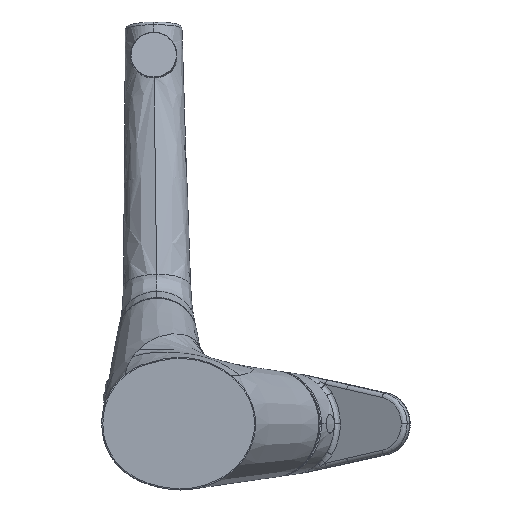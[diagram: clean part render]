
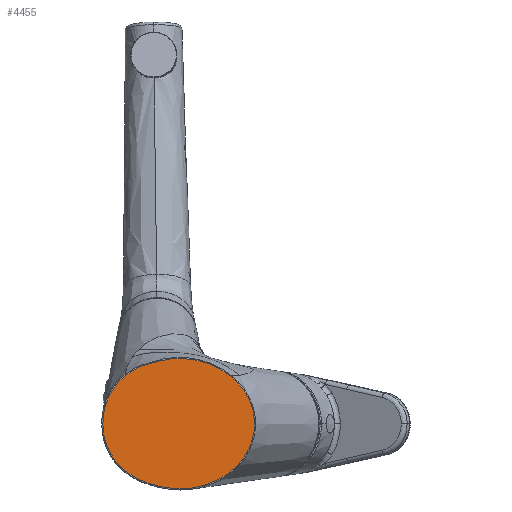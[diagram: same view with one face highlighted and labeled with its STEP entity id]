
A CAD part, front view. The second image highlights one B-rep face of the part: STEP entity #4455.
In plain terms, the highlighted planar face has unit normal (0, -1, 0).
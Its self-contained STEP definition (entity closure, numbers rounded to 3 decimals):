
#40 = ORIENTED_EDGE ( 'NONE', *, *, #6879, .T. ) ;
#43 = CARTESIAN_POINT ( 'NONE',  ( -15.641, 0., -26.636 ) ) ;
#106 = ORIENTED_EDGE ( 'NONE', *, *, #5179, .T. ) ;
#586 = CARTESIAN_POINT ( 'NONE',  ( 15.779, 0., 26.332 ) ) ;
#626 = CARTESIAN_POINT ( 'NONE',  ( -8.169, 0., 29.003 ) ) ;
#733 = B_SPLINE_CURVE_WITH_KNOTS ( 'NONE', 3,
 ( #1305, #3154, #9888, #4946, #10676, #5810, #586, #6649, #1459, #7506, #2336, #8347, #3196, #9144, #4103, #9922, #4988, #10713, #5850, #626, #6692, #1497, #7545, #2379, #8392, #3242, #9183, #4149, #9962, #5030, #10751, #5887 ),
 .UNSPECIFIED., .F., .F.,
 ( 4, 2, 2, 2, 2, 2, 2, 2, 2, 2, 2, 2, 2, 2, 2, 4 ),
 ( 0., 0.003, 0.006, 0.01, 0.013, 0.019, 0.022, 0.024, 0.025, 0.032, 0.035, 0.038, 0.041, 0.045, 0.048, 0.051 ),
 .UNSPECIFIED. ) ;
#757 = VERTEX_POINT ( 'NONE', #2060 ) ;
#803 = B_SPLINE_CURVE_WITH_KNOTS ( 'NONE', 3,
 ( #1744, #6932, #2631, #8622, #3498, #9407, #4406, #10184, #5276, #43, #6124, #909, #6970, #1783, #7824, #2667 ),
 .UNSPECIFIED., .F., .F.,
 ( 4, 2, 2, 2, 2, 2, 2, 4 ),
 ( 0., 0.002, 0.005, 0.007, 0.01, 0.012, 0.014, 0.019 ),
 .UNSPECIFIED. ) ;
#909 = CARTESIAN_POINT ( 'NONE',  ( -13.357, 0., -27.388 ) ) ;
#1305 = CARTESIAN_POINT ( 'NONE',  ( 23.007, 0., 21.862 ) ) ;
#1346 =( BOUNDED_CURVE ( )  B_SPLINE_CURVE ( 3, ( #8056, #3798, #4694, #10441 ),
 .UNSPECIFIED., .F., .F. ) 
 B_SPLINE_CURVE_WITH_KNOTS ( ( 4, 4 ),
 ( 3.761, 5.663 ),
 .UNSPECIFIED. ) 
 CURVE ( )  GEOMETRIC_REPRESENTATION_ITEM ( )  RATIONAL_B_SPLINE_CURVE ( ( 1., 0.721, 0.721, 1. ) ) 
 REPRESENTATION_ITEM ( '' )  );
#1439 = CARTESIAN_POINT ( 'NONE',  ( -10.272, 0., 0. ) ) ;
#1459 = CARTESIAN_POINT ( 'NONE',  ( 12.804, 0., 27.548 ) ) ;
#1497 = CARTESIAN_POINT ( 'NONE',  ( -11.285, 0., 28.257 ) ) ;
#1552 = CARTESIAN_POINT ( 'NONE',  ( -24.706, 0., 22.058 ) ) ;
#1744 = CARTESIAN_POINT ( 'NONE',  ( -24.705, 0., -21.624 ) ) ;
#1783 = CARTESIAN_POINT ( 'NONE',  ( -10.284, 0., -28.285 ) ) ;
#2060 = CARTESIAN_POINT ( 'NONE',  ( 23.007, 0., 21.862 ) ) ;
#2317 = DIRECTION ( 'NONE',  ( 0., 0., 1. ) ) ;
#2336 = CARTESIAN_POINT ( 'NONE',  ( 7.693, 0., 29.03 ) ) ;
#2379 = CARTESIAN_POINT ( 'NONE',  ( -14.361, 0., 27.361 ) ) ;
#2603 = CARTESIAN_POINT ( 'NONE',  ( 35.003, 0., -36.926 ) ) ;
#2631 = CARTESIAN_POINT ( 'NONE',  ( -23.415, 0., -22.572 ) ) ;
#2667 = CARTESIAN_POINT ( 'NONE',  ( -7.155, 0., -28.973 ) ) ;
#3154 = CARTESIAN_POINT ( 'NONE',  ( 22.167, 0., 22.532 ) ) ;
#3196 = CARTESIAN_POINT ( 'NONE',  ( 3.481, 0., 29.621 ) ) ;
#3242 = CARTESIAN_POINT ( 'NONE',  ( -17.372, 0., 26.329 ) ) ;
#3451 =( BOUNDED_CURVE ( )  B_SPLINE_CURVE ( 3, ( #7761, #2603, #3467, #9382 ),
 .UNSPECIFIED., .F., .T. ) 
 B_SPLINE_CURVE_WITH_KNOTS ( ( 4, 4 ),
 ( 1.358, 3.971 ),
 .UNSPECIFIED. ) 
 CURVE ( )  GEOMETRIC_REPRESENTATION_ITEM ( )  RATIONAL_B_SPLINE_CURVE ( ( 1., 0.507, 0.507, 1. ) ) 
 REPRESENTATION_ITEM ( '' )  );
#3467 = CARTESIAN_POINT ( 'NONE',  ( 54.818, 0., -3.53 ) ) ;
#3498 = CARTESIAN_POINT ( 'NONE',  ( -21.403, 0., -23.879 ) ) ;
#3798 = CARTESIAN_POINT ( 'NONE',  ( -39.934, 0., 10.32 ) ) ;
#4103 = CARTESIAN_POINT ( 'NONE',  ( 1.341, 0., 29.757 ) ) ;
#4149 = CARTESIAN_POINT ( 'NONE',  ( -20.247, 0., 24.998 ) ) ;
#4406 = CARTESIAN_POINT ( 'NONE',  ( -19.32, 0., -25.072 ) ) ;
#4455 = ADVANCED_FACE ( 'NONE', ( #8336 ), #6631, .F. ) ;
#4488 = VERTEX_POINT ( 'NONE', #10694 ) ;
#4694 = CARTESIAN_POINT ( 'NONE',  ( -39.934, 0., -9.886 ) ) ;
#4946 = CARTESIAN_POINT ( 'NONE',  ( 19.522, 0., 24.325 ) ) ;
#4988 = CARTESIAN_POINT ( 'NONE',  ( -0.262, 0., 29.79 ) ) ;
#5030 = CARTESIAN_POINT ( 'NONE',  ( -22.962, 0., 23.321 ) ) ;
#5179 = EDGE_CURVE ( 'NONE', #4488, #10706, #803, .T. ) ;
#5276 = CARTESIAN_POINT ( 'NONE',  ( -17.142, 0., -26.074 ) ) ;
#5810 = CARTESIAN_POINT ( 'NONE',  ( 16.738, 0., 25.871 ) ) ;
#5850 = CARTESIAN_POINT ( 'NONE',  ( -5.033, 0., 29.557 ) ) ;
#5887 = CARTESIAN_POINT ( 'NONE',  ( -24.706, 0., 22.058 ) ) ;
#6124 = CARTESIAN_POINT ( 'NONE',  ( -14.882, 0., -26.894 ) ) ;
#6631 = PLANE ( 'NONE',  #10439 ) ;
#6649 = CARTESIAN_POINT ( 'NONE',  ( 13.813, 0., 27.17 ) ) ;
#6692 = CARTESIAN_POINT ( 'NONE',  ( -9.21, 0., 28.775 ) ) ;
#6879 = EDGE_CURVE ( 'NONE', #8282, #4488, #1346, .T. ) ;
#6932 = CARTESIAN_POINT ( 'NONE',  ( -24.071, 0., -22.113 ) ) ;
#6943 = CARTESIAN_POINT ( 'NONE',  ( -7.155, 0., -28.973 ) ) ;
#6970 = CARTESIAN_POINT ( 'NONE',  ( -12.592, 0., -27.622 ) ) ;
#7486 = DIRECTION ( 'NONE',  ( 0., 1., 0. ) ) ;
#7506 = CARTESIAN_POINT ( 'NONE',  ( 9.76, 0., 28.543 ) ) ;
#7545 = CARTESIAN_POINT ( 'NONE',  ( -12.316, 0., 27.967 ) ) ;
#7761 = CARTESIAN_POINT ( 'NONE',  ( -7.155, 0., -28.973 ) ) ;
#7824 = CARTESIAN_POINT ( 'NONE',  ( -8.732, 0., -28.676 ) ) ;
#8056 = CARTESIAN_POINT ( 'NONE',  ( -24.706, 0., 22.058 ) ) ;
#8282 = VERTEX_POINT ( 'NONE', #1552 ) ;
#8336 = FACE_OUTER_BOUND ( 'NONE', #10925, .T. ) ;
#8347 = CARTESIAN_POINT ( 'NONE',  ( 4.541, 0., 29.505 ) ) ;
#8392 = CARTESIAN_POINT ( 'NONE',  ( -15.377, 0., 27.043 ) ) ;
#8409 = ORIENTED_EDGE ( 'NONE', *, *, #10647, .T. ) ;
#8622 = CARTESIAN_POINT ( 'NONE',  ( -22.082, 0., -23.455 ) ) ;
#9078 = EDGE_CURVE ( 'NONE', #757, #8282, #733, .T. ) ;
#9144 = CARTESIAN_POINT ( 'NONE',  ( 1.878, 0., 29.731 ) ) ;
#9183 = CARTESIAN_POINT ( 'NONE',  ( -18.352, 0., 25.932 ) ) ;
#9382 = CARTESIAN_POINT ( 'NONE',  ( 23.007, 0., 21.862 ) ) ;
#9407 = CARTESIAN_POINT ( 'NONE',  ( -20.021, 0., -24.688 ) ) ;
#9481 = ORIENTED_EDGE ( 'NONE', *, *, #9078, .T. ) ;
#9888 = CARTESIAN_POINT ( 'NONE',  ( 21.301, 0., 23.157 ) ) ;
#9922 = CARTESIAN_POINT ( 'NONE',  ( 0.272, 0., 29.786 ) ) ;
#9962 = CARTESIAN_POINT ( 'NONE',  ( -21.161, 0., 24.46 ) ) ;
#10184 = CARTESIAN_POINT ( 'NONE',  ( -17.882, 0., -25.766 ) ) ;
#10439 = AXIS2_PLACEMENT_3D ( 'NONE', #1439, #7486, #2317 ) ;
#10441 = CARTESIAN_POINT ( 'NONE',  ( -24.705, 0., -21.624 ) ) ;
#10647 = EDGE_CURVE ( 'NONE', #10706, #757, #3451, .T. ) ;
#10676 = CARTESIAN_POINT ( 'NONE',  ( 18.61, 0., 24.867 ) ) ;
#10694 = CARTESIAN_POINT ( 'NONE',  ( -24.705, 0., -21.624 ) ) ;
#10706 = VERTEX_POINT ( 'NONE', #6943 ) ;
#10713 = CARTESIAN_POINT ( 'NONE',  ( -2.923, 0., 29.755 ) ) ;
#10751 = CARTESIAN_POINT ( 'NONE',  ( -23.849, 0., 22.721 ) ) ;
#10925 = EDGE_LOOP ( 'NONE', ( #8409, #9481, #40, #106 ) ) ;
